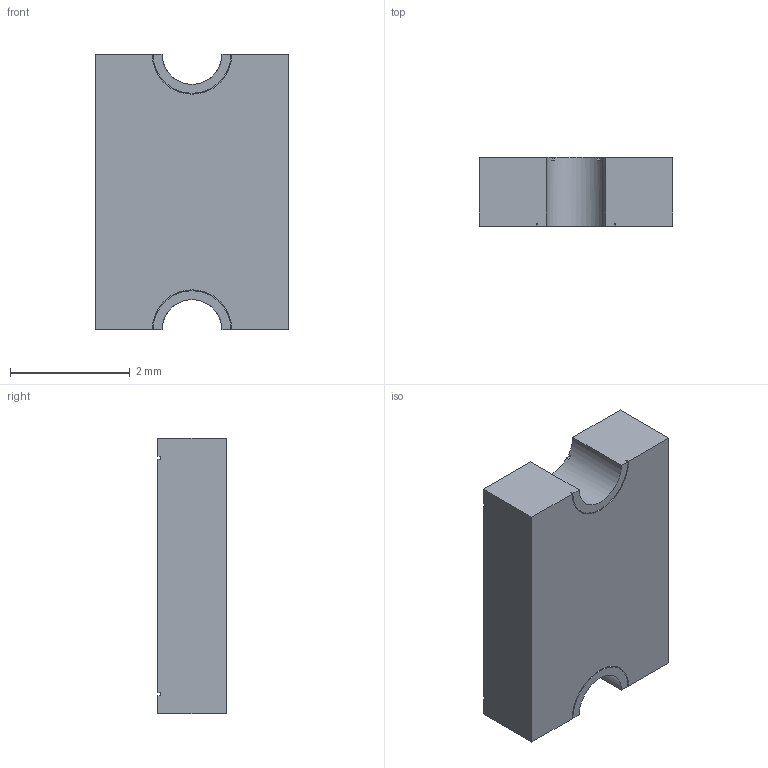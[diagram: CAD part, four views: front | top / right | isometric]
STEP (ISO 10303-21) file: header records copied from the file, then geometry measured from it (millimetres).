
FILE_DESCRIPTION (( 'STEP AP214' ), '1' );
FILE_NAME ('MF-MSMF110-24X-2.STEP', '2023-01-08T09:47:34', ( 'ADMIN' ), ( '' ), 'SwSTEP 2.0', 'SolidWorks 2016', '' );
FILE_SCHEMA (( 'AUTOMOTIVE_DESIGN' ));
Length unit declared in the file: millimetre
Products named in the file (1): MF-MSMF110-24X-2
Bounding box: 3.24 x 1.15 x 4.6 mm (x, y, z)
Volume: 16.2 mm3; surface area: 48.5 mm2
Topology: 1 solids, 1 shells, 37 faces, 105 edges, 70 vertices
Faces by surface type: plane 28, cylinder 9
Entity records: 1239 total; most frequent: CARTESIAN_POINT 213, ORIENTED_EDGE 210, DIRECTION 207, EDGE_CURVE 105, VECTOR 79, LINE 79, VERTEX_POINT 70, AXIS2_PLACEMENT_3D 64
